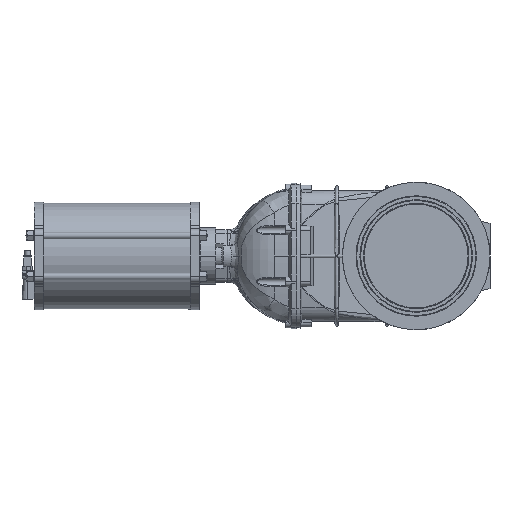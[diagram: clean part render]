
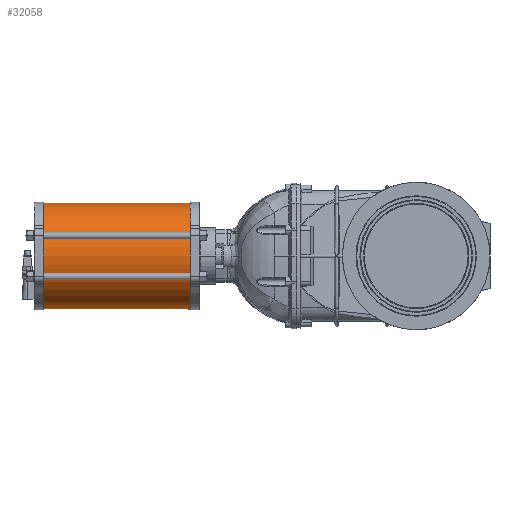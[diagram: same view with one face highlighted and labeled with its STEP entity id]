
A CAD part, left-side view. The second image highlights one B-rep face of the part: STEP entity #32058.
In plain terms, the highlighted cylindrical face has radius 162 mm (diameter 324 mm), a partial arc.
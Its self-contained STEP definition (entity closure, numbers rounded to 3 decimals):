
#61 = ORIENTED_EDGE ( 'NONE', *, *, #29865, .F. ) ;
#62 = ORIENTED_EDGE ( 'NONE', *, *, #29862, .T. ) ;
#63 = ORIENTED_EDGE ( 'NONE', *, *, #29861, .F. ) ;
#64 = ORIENTED_EDGE ( 'NONE', *, *, #29860, .F. ) ;
#3457 = AXIS2_PLACEMENT_3D ( 'NONE', #22331, #22332, #22333 ) ;
#3459 = AXIS2_PLACEMENT_3D ( 'NONE', #22339, #22340, #22341 ) ;
#3537 = AXIS2_PLACEMENT_3D ( 'NONE', #23071, #23005, #23004 ) ;
#12259 = CARTESIAN_POINT ( 'NONE',  ( 0., 697., 162. ) ) ;
#12260 = CARTESIAN_POINT ( 'NONE',  ( 0., 697., -162. ) ) ;
#12264 = CARTESIAN_POINT ( 'NONE',  ( 0., 1150., -162. ) ) ;
#12265 = CARTESIAN_POINT ( 'NONE',  ( 0., 1150., 162. ) ) ;
#15432 = CIRCLE ( 'NONE', #3457, 162. ) ;
#15435 = LINE ( 'NONE', #22293, #15438 ) ;
#15438 = VECTOR ( 'NONE', #22303, 1000. ) ;
#15439 = LINE ( 'NONE', #22330, #15441 ) ;
#15441 = VECTOR ( 'NONE', #22326, 1000. ) ;
#15442 = CIRCLE ( 'NONE', #3459, 162. ) ;
#15582 = FACE_OUTER_BOUND ( 'NONE', #33387, .T. ) ;
#15583 = CYLINDRICAL_SURFACE ( 'NONE', #3537, 162. ) ;
#17565 = VERTEX_POINT ( 'NONE', #12259 ) ;
#17566 = VERTEX_POINT ( 'NONE', #12260 ) ;
#17570 = VERTEX_POINT ( 'NONE', #12264 ) ;
#17571 = VERTEX_POINT ( 'NONE', #12265 ) ;
#22293 = CARTESIAN_POINT ( 'NONE',  ( 0., 697., -162. ) ) ;
#22303 = DIRECTION ( 'NONE',  ( 0., 1., 0. ) ) ;
#22326 = DIRECTION ( 'NONE',  ( 0., 1., 0. ) ) ;
#22330 = CARTESIAN_POINT ( 'NONE',  ( 0., 697., 162. ) ) ;
#22331 = CARTESIAN_POINT ( 'NONE',  ( 0., 1150., 0. ) ) ;
#22332 = DIRECTION ( 'NONE',  ( 0., 1., 0. ) ) ;
#22333 = DIRECTION ( 'NONE',  ( 0., 0., -1. ) ) ;
#22339 = CARTESIAN_POINT ( 'NONE',  ( 0., 697., 0. ) ) ;
#22340 = DIRECTION ( 'NONE',  ( 0., -1., 0. ) ) ;
#22341 = DIRECTION ( 'NONE',  ( 0., 0., 1. ) ) ;
#23004 = DIRECTION ( 'NONE',  ( 0., 0., -1. ) ) ;
#23005 = DIRECTION ( 'NONE',  ( 0., 1., 0. ) ) ;
#23071 = CARTESIAN_POINT ( 'NONE',  ( 0., 697., 0. ) ) ;
#29860 = EDGE_CURVE ( 'NONE', #17566, #17570, #15435, .T. ) ;
#29861 = EDGE_CURVE ( 'NONE', #17570, #17571, #15432, .T. ) ;
#29862 = EDGE_CURVE ( 'NONE', #17565, #17571, #15439, .T. ) ;
#29865 = EDGE_CURVE ( 'NONE', #17565, #17566, #15442, .T. ) ;
#32058 = ADVANCED_FACE ( 'NONE', ( #15582 ), #15583, .T. ) ;
#33387 = EDGE_LOOP ( 'NONE', ( #61, #62, #63, #64 ) ) ;
